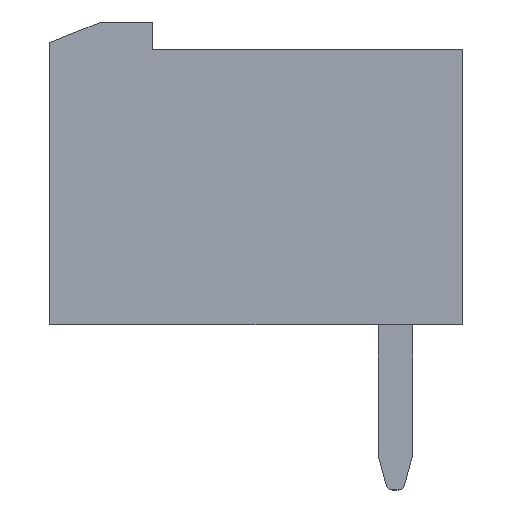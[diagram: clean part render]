
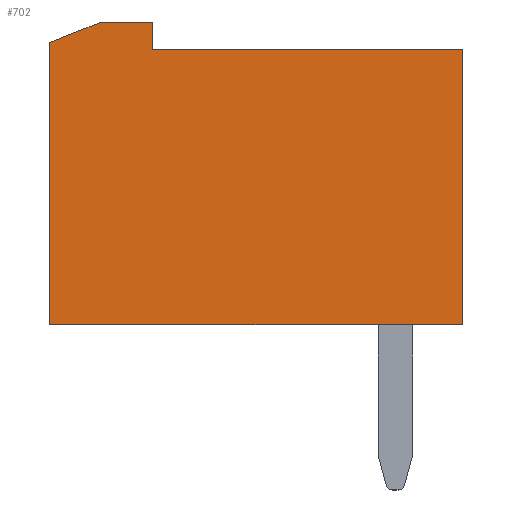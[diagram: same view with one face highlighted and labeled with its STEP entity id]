
A CAD part, left-side view. The second image highlights one B-rep face of the part: STEP entity #702.
In plain terms, the highlighted planar face has unit normal (-1, 0, 0).
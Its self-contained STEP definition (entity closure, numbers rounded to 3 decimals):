
#91 = EDGE_CURVE ( 'NONE', #7614, #9443, #1626, .T. ) ;
#214 = VECTOR ( 'NONE', #6472, 1000. ) ;
#264 = VECTOR ( 'NONE', #6624, 1000. ) ;
#274 = LINE ( 'NONE', #6598, #214 ) ;
#297 = LINE ( 'NONE', #6703, #264 ) ;
#441 = EDGE_CURVE ( 'NONE', #9496, #2613, #673, .T. ) ;
#444 = CARTESIAN_POINT ( 'NONE',  ( -0.705, 0., 0. ) ) ;
#547 = EDGE_CURVE ( 'NONE', #3843, #5382, #297, .T. ) ;
#561 = EDGE_CURVE ( 'NONE', #5382, #9496, #274, .T. ) ;
#576 = VECTOR ( 'NONE', #8750, 1000. ) ;
#673 = LINE ( 'NONE', #9399, #576 ) ;
#702 = ADVANCED_FACE ( 'NONE', ( #9729 ), #5410, .T. ) ;
#794 = CARTESIAN_POINT ( 'NONE',  ( -0.705, 12., 0.2 ) ) ;
#1153 = EDGE_CURVE ( 'NONE', #9443, #3843, #8050, .T. ) ;
#1238 = CARTESIAN_POINT ( 'NONE',  ( -0.705, 0., -8. ) ) ;
#1542 = EDGE_CURVE ( 'NONE', #6670, #7614, #6673, .T. ) ;
#1593 = VECTOR ( 'NONE', #6589, 1000. ) ;
#1626 = LINE ( 'NONE', #6884, #1593 ) ;
#1837 = EDGE_CURVE ( 'NONE', #2613, #6670, #5568, .T. ) ;
#2360 = DIRECTION ( 'NONE',  ( 0., 0., -1. ) ) ;
#2400 = CARTESIAN_POINT ( 'NONE',  ( -0.705, 12., 0.2 ) ) ;
#2412 = ORIENTED_EDGE ( 'NONE', *, *, #1542, .T. ) ;
#2458 = ORIENTED_EDGE ( 'NONE', *, *, #1153, .T. ) ;
#2520 = ORIENTED_EDGE ( 'NONE', *, *, #561, .T. ) ;
#2613 = VERTEX_POINT ( 'NONE', #6666 ) ;
#3229 = CARTESIAN_POINT ( 'NONE',  ( -0.705, 10.5, 0.8 ) ) ;
#3235 = CARTESIAN_POINT ( 'NONE',  ( -0.705, 9.01, 0.8 ) ) ;
#3569 = DIRECTION ( 'NONE',  ( 0., 0., 1. ) ) ;
#3572 = CARTESIAN_POINT ( 'NONE',  ( -0.705, 9.01, 0. ) ) ;
#3843 = VERTEX_POINT ( 'NONE', #8448 ) ;
#3971 = AXIS2_PLACEMENT_3D ( 'NONE', #5467, #5399, #5388 ) ;
#4109 = ORIENTED_EDGE ( 'NONE', *, *, #441, .T. ) ;
#4136 = ORIENTED_EDGE ( 'NONE', *, *, #1837, .T. ) ;
#4566 = ORIENTED_EDGE ( 'NONE', *, *, #547, .T. ) ;
#5382 = VERTEX_POINT ( 'NONE', #1238 ) ;
#5388 = DIRECTION ( 'NONE',  ( 0., 0., 1. ) ) ;
#5399 = DIRECTION ( 'NONE',  ( -1., 0., 0. ) ) ;
#5410 = PLANE ( 'NONE',  #3971 ) ;
#5467 = CARTESIAN_POINT ( 'NONE',  ( -0.705, 0., 0. ) ) ;
#5558 = VECTOR ( 'NONE', #3569, 1000. ) ;
#5568 = LINE ( 'NONE', #3572, #5558 ) ;
#6004 = ORIENTED_EDGE ( 'NONE', *, *, #91, .T. ) ;
#6312 = EDGE_LOOP ( 'NONE', ( #2458, #4566, #2520, #4109, #4136, #2412, #6004 ) ) ;
#6472 = DIRECTION ( 'NONE',  ( 0., 0., 1. ) ) ;
#6589 = DIRECTION ( 'NONE',  ( 0., 0.928, -0.371 ) ) ;
#6598 = CARTESIAN_POINT ( 'NONE',  ( -0.705, 0., -8. ) ) ;
#6624 = DIRECTION ( 'NONE',  ( 0., -1., 0. ) ) ;
#6663 = VECTOR ( 'NONE', #6991, 1000. ) ;
#6666 = CARTESIAN_POINT ( 'NONE',  ( -0.705, 9.01, 0. ) ) ;
#6670 = VERTEX_POINT ( 'NONE', #3235 ) ;
#6673 = LINE ( 'NONE', #6857, #6663 ) ;
#6703 = CARTESIAN_POINT ( 'NONE',  ( -0.705, 12., -8. ) ) ;
#6857 = CARTESIAN_POINT ( 'NONE',  ( -0.705, 9.01, 0.8 ) ) ;
#6884 = CARTESIAN_POINT ( 'NONE',  ( -0.705, 10.5, 0.8 ) ) ;
#6991 = DIRECTION ( 'NONE',  ( 0., 1., 0. ) ) ;
#7614 = VERTEX_POINT ( 'NONE', #3229 ) ;
#7968 = VECTOR ( 'NONE', #2360, 1000. ) ;
#8050 = LINE ( 'NONE', #2400, #7968 ) ;
#8448 = CARTESIAN_POINT ( 'NONE',  ( -0.705, 12., -8. ) ) ;
#8750 = DIRECTION ( 'NONE',  ( 0., 1., 0. ) ) ;
#9399 = CARTESIAN_POINT ( 'NONE',  ( -0.705, 0., 0. ) ) ;
#9443 = VERTEX_POINT ( 'NONE', #794 ) ;
#9496 = VERTEX_POINT ( 'NONE', #444 ) ;
#9729 = FACE_OUTER_BOUND ( 'NONE', #6312, .T. ) ;
